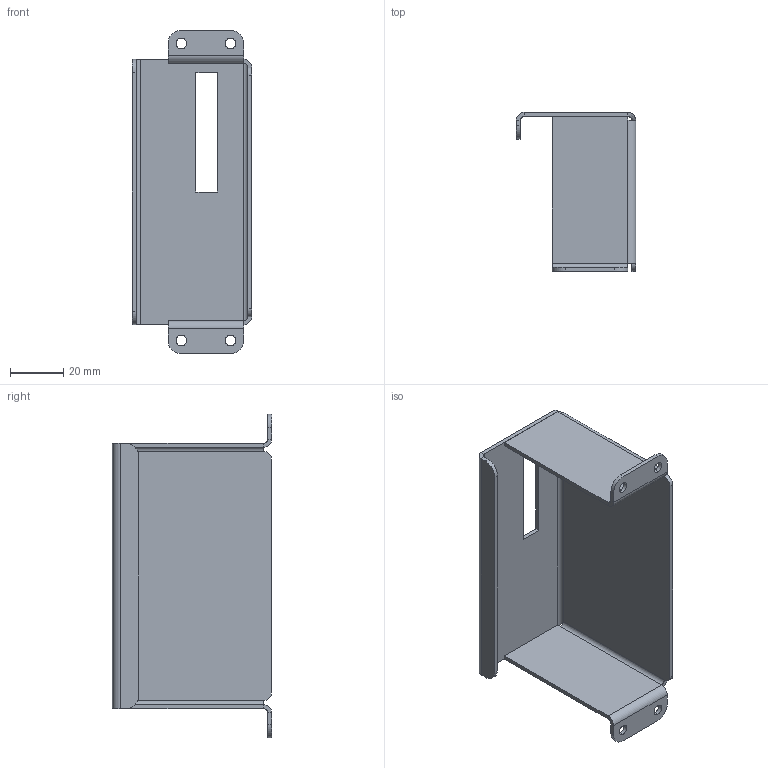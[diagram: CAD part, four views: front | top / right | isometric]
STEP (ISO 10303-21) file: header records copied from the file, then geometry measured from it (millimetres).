
FILE_DESCRIPTION (( 'STEP AP214' ), '1' );
FILE_NAME ('Cache Gache.STEP', '2022-08-29T10:53:36', ( '' ), ( '' ), 'SwSTEP 2.0', 'SolidWorks 2020', '' );
FILE_SCHEMA (( 'AUTOMOTIVE_DESIGN' ));
Length unit declared in the file: millimetre
Products named in the file (1): Cache Gache
Bounding box: 45 x 60 x 122 mm (x, y, z)
Volume: 21735.6 mm3; surface area: 30095.4 mm2
Topology: 1 solids, 1 shells, 76 faces, 174 edges, 100 vertices
Faces by surface type: plane 46, cylinder 28, bspline 2
Entity records: 2200 total; most frequent: CARTESIAN_POINT 433, DIRECTION 368, ORIENTED_EDGE 348, EDGE_CURVE 174, AXIS2_PLACEMENT_3D 127, VECTOR 114, LINE 114, VERTEX_POINT 100
